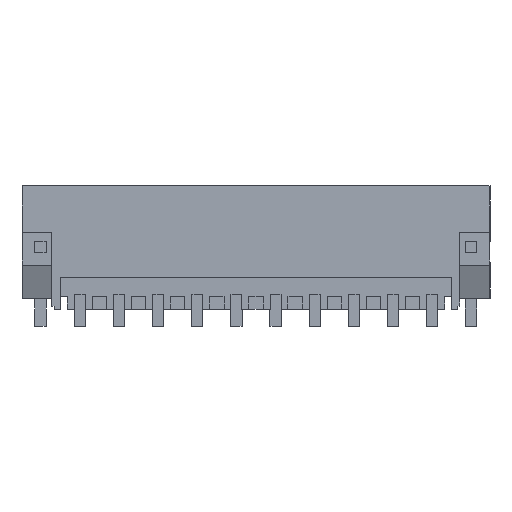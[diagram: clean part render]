
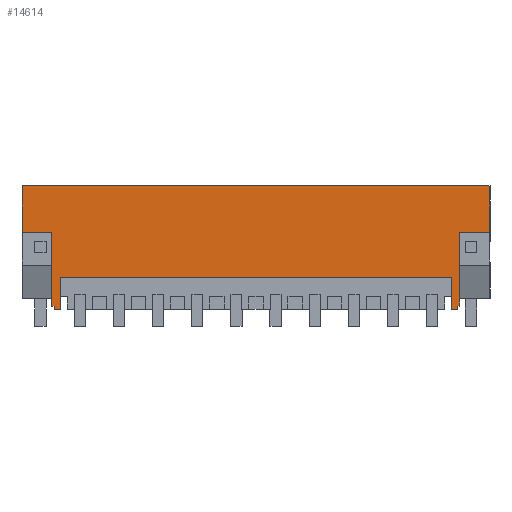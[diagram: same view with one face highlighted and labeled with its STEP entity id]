
A CAD part, front view. The second image highlights one B-rep face of the part: STEP entity #14614.
In plain terms, the highlighted planar face has unit normal (0, -1, 0).
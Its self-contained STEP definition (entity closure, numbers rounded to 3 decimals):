
#14584=AXIS2_PLACEMENT_3D('Plane Axis2P3D',#14581,#14582,#14583) ;
#3568=CARTESIAN_POINT('Line Origine',(3.425,0.,2.925)) ;
#3572=CARTESIAN_POINT('Vertex',(3.425,0.,1.5)) ;
#3574=CARTESIAN_POINT('Vertex',(3.425,0.,4.35)) ;
#3601=CARTESIAN_POINT('Vertex',(2.875,0.,1.5)) ;
#3604=CARTESIAN_POINT('Line Origine',(3.15,0.,1.5)) ;
#3626=CARTESIAN_POINT('Vertex',(2.875,0.,1.8)) ;
#3629=CARTESIAN_POINT('Line Origine',(2.875,0.,1.65)) ;
#3647=CARTESIAN_POINT('Line Origine',(2.762,0.,1.8)) ;
#3651=CARTESIAN_POINT('Vertex',(2.65,0.,1.8)) ;
#3672=CARTESIAN_POINT('Line Origine',(2.65,0.,5.1)) ;
#3676=CARTESIAN_POINT('Vertex',(2.65,0.,8.4)) ;
#3994=CARTESIAN_POINT('Vertex',(0.,0.,8.4)) ;
#3997=CARTESIAN_POINT('Line Origine',(0.,0.,10.475)) ;
#4001=CARTESIAN_POINT('Vertex',(0.,0.,12.55)) ;
#4127=CARTESIAN_POINT('Line Origine',(20.925,0.,12.55)) ;
#4131=CARTESIAN_POINT('Vertex',(41.85,0.,12.55)) ;
#8968=CARTESIAN_POINT('Line Origine',(41.85,0.,10.475)) ;
#8972=CARTESIAN_POINT('Vertex',(41.85,0.,8.4)) ;
#9295=CARTESIAN_POINT('Vertex',(39.15,0.,8.4)) ;
#9298=CARTESIAN_POINT('Line Origine',(39.15,0.,5.1)) ;
#9302=CARTESIAN_POINT('Vertex',(39.15,0.,1.8)) ;
#9326=CARTESIAN_POINT('Line Origine',(39.063,0.,1.8)) ;
#9330=CARTESIAN_POINT('Vertex',(38.975,0.,1.8)) ;
#9351=CARTESIAN_POINT('Line Origine',(38.975,0.,1.65)) ;
#9355=CARTESIAN_POINT('Vertex',(38.975,0.,1.5)) ;
#9371=CARTESIAN_POINT('Line Origine',(38.7,0.,1.5)) ;
#9375=CARTESIAN_POINT('Vertex',(38.425,0.,1.5)) ;
#9396=CARTESIAN_POINT('Line Origine',(38.425,0.,2.925)) ;
#9400=CARTESIAN_POINT('Vertex',(38.425,0.,4.35)) ;
#12238=CARTESIAN_POINT('Line Origine',(20.925,0.,4.35)) ;
#14581=CARTESIAN_POINT('Axis2P3D Location',(20.925,0.,1.5)) ;
#14586=CARTESIAN_POINT('Line Origine',(40.5,0.,8.4)) ;
#14591=CARTESIAN_POINT('Line Origine',(1.325,0.,8.4)) ;
#3569=DIRECTION('Vector Direction',(0.,0.,1.)) ;
#3605=DIRECTION('Vector Direction',(1.,0.,0.)) ;
#3630=DIRECTION('Vector Direction',(0.,0.,1.)) ;
#3648=DIRECTION('Vector Direction',(-1.,0.,0.)) ;
#3673=DIRECTION('Vector Direction',(0.,0.,-1.)) ;
#3998=DIRECTION('Vector Direction',(0.,0.,1.)) ;
#4128=DIRECTION('Vector Direction',(1.,0.,0.)) ;
#8969=DIRECTION('Vector Direction',(0.,0.,1.)) ;
#9299=DIRECTION('Vector Direction',(0.,0.,-1.)) ;
#9327=DIRECTION('Vector Direction',(-1.,0.,0.)) ;
#9352=DIRECTION('Vector Direction',(0.,0.,1.)) ;
#9372=DIRECTION('Vector Direction',(1.,0.,0.)) ;
#9397=DIRECTION('Vector Direction',(0.,0.,1.)) ;
#12239=DIRECTION('Vector Direction',(1.,0.,0.)) ;
#14582=DIRECTION('Axis2P3D Direction',(0.,1.,0.)) ;
#14583=DIRECTION('Axis2P3D XDirection',(0.,0.,1.)) ;
#14587=DIRECTION('Vector Direction',(1.,0.,0.)) ;
#14592=DIRECTION('Vector Direction',(1.,0.,0.)) ;
#3570=VECTOR('Line Direction',#3569,1.) ;
#3606=VECTOR('Line Direction',#3605,1.) ;
#3631=VECTOR('Line Direction',#3630,1.) ;
#3649=VECTOR('Line Direction',#3648,1.) ;
#3674=VECTOR('Line Direction',#3673,1.) ;
#3999=VECTOR('Line Direction',#3998,1.) ;
#4129=VECTOR('Line Direction',#4128,1.) ;
#8970=VECTOR('Line Direction',#8969,1.) ;
#9300=VECTOR('Line Direction',#9299,1.) ;
#9328=VECTOR('Line Direction',#9327,1.) ;
#9353=VECTOR('Line Direction',#9352,1.) ;
#9373=VECTOR('Line Direction',#9372,1.) ;
#9398=VECTOR('Line Direction',#9397,1.) ;
#12240=VECTOR('Line Direction',#12239,1.) ;
#14588=VECTOR('Line Direction',#14587,1.) ;
#14593=VECTOR('Line Direction',#14592,1.) ;
#14597=ORIENTED_EDGE('',*,*,#12242,.F.) ;
#14598=ORIENTED_EDGE('',*,*,#9402,.F.) ;
#14599=ORIENTED_EDGE('',*,*,#9377,.T.) ;
#14600=ORIENTED_EDGE('',*,*,#9357,.T.) ;
#14601=ORIENTED_EDGE('',*,*,#9332,.F.) ;
#14602=ORIENTED_EDGE('',*,*,#9304,.F.) ;
#14603=ORIENTED_EDGE('',*,*,#14590,.F.) ;
#14604=ORIENTED_EDGE('',*,*,#8974,.T.) ;
#14605=ORIENTED_EDGE('',*,*,#4133,.F.) ;
#14606=ORIENTED_EDGE('',*,*,#4003,.F.) ;
#14607=ORIENTED_EDGE('',*,*,#14595,.T.) ;
#14608=ORIENTED_EDGE('',*,*,#3678,.T.) ;
#14609=ORIENTED_EDGE('',*,*,#3653,.F.) ;
#14610=ORIENTED_EDGE('',*,*,#3633,.F.) ;
#14611=ORIENTED_EDGE('',*,*,#3608,.T.) ;
#14612=ORIENTED_EDGE('',*,*,#3576,.T.) ;
#14614=ADVANCED_FACE('HOUSING',(#14613),#14585,.F.) ;
#3576=EDGE_CURVE('',#3573,#3575,#3571,.T.) ;
#3608=EDGE_CURVE('',#3602,#3573,#3607,.T.) ;
#3633=EDGE_CURVE('',#3602,#3627,#3632,.T.) ;
#3653=EDGE_CURVE('',#3627,#3652,#3650,.T.) ;
#3678=EDGE_CURVE('',#3677,#3652,#3675,.T.) ;
#4003=EDGE_CURVE('',#3995,#4002,#4000,.T.) ;
#4133=EDGE_CURVE('',#4002,#4132,#4130,.T.) ;
#8974=EDGE_CURVE('',#8973,#4132,#8971,.T.) ;
#9304=EDGE_CURVE('',#9296,#9303,#9301,.T.) ;
#9332=EDGE_CURVE('',#9303,#9331,#9329,.T.) ;
#9357=EDGE_CURVE('',#9356,#9331,#9354,.T.) ;
#9377=EDGE_CURVE('',#9376,#9356,#9374,.T.) ;
#9402=EDGE_CURVE('',#9376,#9401,#9399,.T.) ;
#12242=EDGE_CURVE('',#9401,#3575,#12241,.F.) ;
#14590=EDGE_CURVE('',#8973,#9296,#14589,.F.) ;
#14595=EDGE_CURVE('',#3995,#3677,#14594,.T.) ;
#14596=EDGE_LOOP('',(#14597,#14598,#14599,#14600,#14601,#14602,#14603,#14604,#14605,#14606,#14607,#14608,#14609,#14610,#14611,#14612)) ;
#14613=FACE_OUTER_BOUND('',#14596,.T.) ;
#3571=LINE('Line',#3568,#3570) ;
#3607=LINE('Line',#3604,#3606) ;
#3632=LINE('Line',#3629,#3631) ;
#3650=LINE('Line',#3647,#3649) ;
#3675=LINE('Line',#3672,#3674) ;
#4000=LINE('Line',#3997,#3999) ;
#4130=LINE('Line',#4127,#4129) ;
#8971=LINE('Line',#8968,#8970) ;
#9301=LINE('Line',#9298,#9300) ;
#9329=LINE('Line',#9326,#9328) ;
#9354=LINE('Line',#9351,#9353) ;
#9374=LINE('Line',#9371,#9373) ;
#9399=LINE('Line',#9396,#9398) ;
#12241=LINE('Line',#12238,#12240) ;
#14589=LINE('Line',#14586,#14588) ;
#14594=LINE('Line',#14591,#14593) ;
#14585=PLANE('',#14584) ;
#3573=VERTEX_POINT('',#3572) ;
#3575=VERTEX_POINT('',#3574) ;
#3602=VERTEX_POINT('',#3601) ;
#3627=VERTEX_POINT('',#3626) ;
#3652=VERTEX_POINT('',#3651) ;
#3677=VERTEX_POINT('',#3676) ;
#3995=VERTEX_POINT('',#3994) ;
#4002=VERTEX_POINT('',#4001) ;
#4132=VERTEX_POINT('',#4131) ;
#8973=VERTEX_POINT('',#8972) ;
#9296=VERTEX_POINT('',#9295) ;
#9303=VERTEX_POINT('',#9302) ;
#9331=VERTEX_POINT('',#9330) ;
#9356=VERTEX_POINT('',#9355) ;
#9376=VERTEX_POINT('',#9375) ;
#9401=VERTEX_POINT('',#9400) ;
